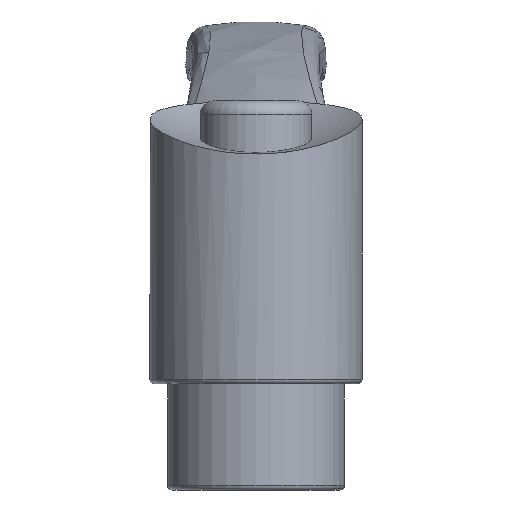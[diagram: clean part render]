
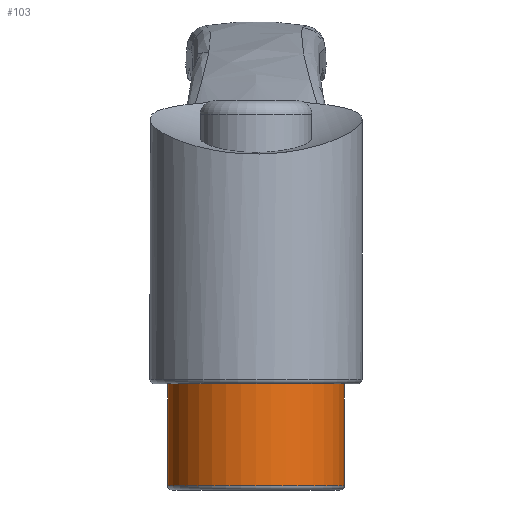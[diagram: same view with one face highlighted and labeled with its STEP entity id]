
A CAD part, left-side view. The second image highlights one B-rep face of the part: STEP entity #103.
In plain terms, the highlighted cylindrical face has radius 10 mm (diameter 20 mm), a full revolution.
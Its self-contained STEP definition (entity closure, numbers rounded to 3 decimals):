
#103 = ADVANCED_FACE( '', ( #253, #254 ), #255, .T. );
#253 = FACE_OUTER_BOUND( '', #808, .T. );
#254 = FACE_OUTER_BOUND( '', #809, .T. );
#255 = CYLINDRICAL_SURFACE( '', #810, 10. );
#808 = EDGE_LOOP( '', ( #3866 ) );
#809 = EDGE_LOOP( '', ( #3867 ) );
#810 = AXIS2_PLACEMENT_3D( '', #3868, #3869, #3870 );
#3866 = ORIENTED_EDGE( '', *, *, #4250, .T. );
#3867 = ORIENTED_EDGE( '', *, *, #4265, .T. );
#3868 = CARTESIAN_POINT( '', ( 0., 0., -12. ) );
#3869 = DIRECTION( '', ( 0., 0., -1. ) );
#3870 = DIRECTION( '', ( 1., 0., 0. ) );
#4250 = EDGE_CURVE( '', #4459, #4459, #4460, .F. );
#4265 = EDGE_CURVE( '', #4486, #4486, #4487, .F. );
#4459 = VERTEX_POINT( '', #5104 );
#4460 = CIRCLE( '', #5105, 10. );
#4486 = VERTEX_POINT( '', #5406 );
#4487 = CIRCLE( '', #5407, 10. );
#5104 = CARTESIAN_POINT( '', ( -10., 0., -11.5 ) );
#5105 = AXIS2_PLACEMENT_3D( '', #6952, #6953, #6954 );
#5406 = CARTESIAN_POINT( '', ( 10., 0., 0. ) );
#5407 = AXIS2_PLACEMENT_3D( '', #6964, #6965, #6966 );
#6952 = CARTESIAN_POINT( '', ( 0., 0., -11.5 ) );
#6953 = DIRECTION( '', ( 0., 0., -1. ) );
#6954 = DIRECTION( '', ( -1., 0., 0. ) );
#6964 = CARTESIAN_POINT( '', ( 0., 0., 0. ) );
#6965 = DIRECTION( '', ( 0., 0., 1. ) );
#6966 = DIRECTION( '', ( 1., 0., 0. ) );
